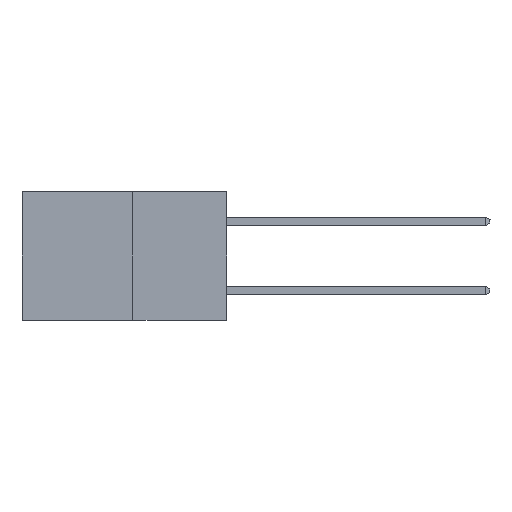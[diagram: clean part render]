
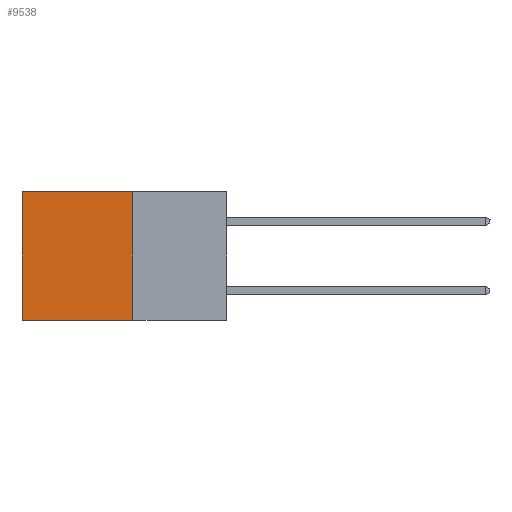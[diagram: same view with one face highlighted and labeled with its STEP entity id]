
A CAD part, left-side view. The second image highlights one B-rep face of the part: STEP entity #9538.
In plain terms, the highlighted planar face has unit normal (-1, 0, 0).
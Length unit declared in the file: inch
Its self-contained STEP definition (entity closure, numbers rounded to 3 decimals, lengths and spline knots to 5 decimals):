
#402 = ORIENTED_EDGE ( 'NONE', *, *, #2285, .T. ) ;
#730 = ORIENTED_EDGE ( 'NONE', *, *, #3885, .F. ) ;
#756 = CARTESIAN_POINT ( 'NONE',  ( 0.277, 0.27, 0. ) ) ;
#791 = FACE_OUTER_BOUND ( 'NONE', #5230, .T. ) ;
#870 = VERTEX_POINT ( 'NONE', #756 ) ;
#1076 = VECTOR ( 'NONE', #3463, 39.37008 ) ;
#1363 = LINE ( 'NONE', #10962, #1076 ) ;
#2169 = DIRECTION ( 'NONE',  ( 0., 0., -1. ) ) ;
#2285 = EDGE_CURVE ( 'NONE', #870, #2366, #2324, .T. ) ;
#2324 = LINE ( 'NONE', #9187, #7116 ) ;
#2366 = VERTEX_POINT ( 'NONE', #4235 ) ;
#2508 = VERTEX_POINT ( 'NONE', #9975 ) ;
#2576 = DIRECTION ( 'NONE',  ( 0., 0., -1. ) ) ;
#2615 = ORIENTED_EDGE ( 'NONE', *, *, #4066, .T. ) ;
#2711 = VERTEX_POINT ( 'NONE', #3222 ) ;
#2731 = LINE ( 'NONE', #9564, #3033 ) ;
#3033 = VECTOR ( 'NONE', #6075, 39.37008 ) ;
#3222 = CARTESIAN_POINT ( 'NONE',  ( 0.277, 0.27, -0.37 ) ) ;
#3463 = DIRECTION ( 'NONE',  ( 0., 1., 0. ) ) ;
#3885 = EDGE_CURVE ( 'NONE', #870, #2711, #10105, .T. ) ;
#4066 = EDGE_CURVE ( 'NONE', #2366, #2508, #2731, .T. ) ;
#4235 = CARTESIAN_POINT ( 'NONE',  ( 0.277, 0.59, 0. ) ) ;
#4470 = CARTESIAN_POINT ( 'NONE',  ( 0.277, 0.27, -0.37 ) ) ;
#4820 = ORIENTED_EDGE ( 'NONE', *, *, #9503, .F. ) ;
#5230 = EDGE_LOOP ( 'NONE', ( #2615, #4820, #730, #402 ) ) ;
#6075 = DIRECTION ( 'NONE',  ( 0., 0., -1. ) ) ;
#7099 = VECTOR ( 'NONE', #2169, 39.37008 ) ;
#7116 = VECTOR ( 'NONE', #8393, 39.37008 ) ;
#7350 = PLANE ( 'NONE',  #9545 ) ;
#8291 = DIRECTION ( 'NONE',  ( 1., 0., 0. ) ) ;
#8393 = DIRECTION ( 'NONE',  ( 0., 1., 0. ) ) ;
#9187 = CARTESIAN_POINT ( 'NONE',  ( 0.277, 0.27, 0. ) ) ;
#9503 = EDGE_CURVE ( 'NONE', #2711, #2508, #1363, .T. ) ;
#9538 = ADVANCED_FACE ( 'NONE', ( #791 ), #7350, .F. ) ;
#9545 = AXIS2_PLACEMENT_3D ( 'NONE', #4470, #8291, #2576 ) ;
#9564 = CARTESIAN_POINT ( 'NONE',  ( 0.277, 0.59, -0.37 ) ) ;
#9975 = CARTESIAN_POINT ( 'NONE',  ( 0.277, 0.59, -0.37 ) ) ;
#10105 = LINE ( 'NONE', #10664, #7099 ) ;
#10664 = CARTESIAN_POINT ( 'NONE',  ( 0.277, 0.27, -0.37 ) ) ;
#10962 = CARTESIAN_POINT ( 'NONE',  ( 0.277, 0.27, -0.37 ) ) ;
